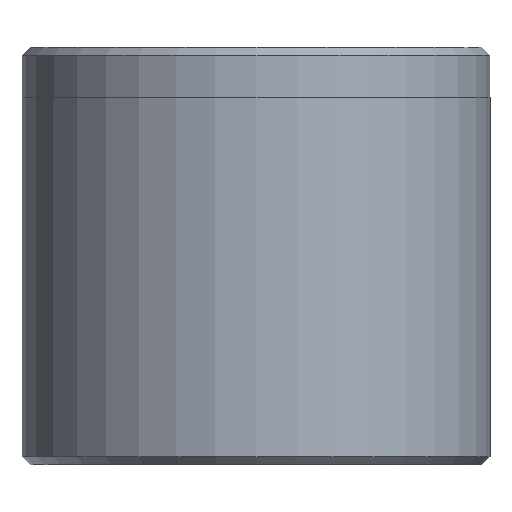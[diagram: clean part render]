
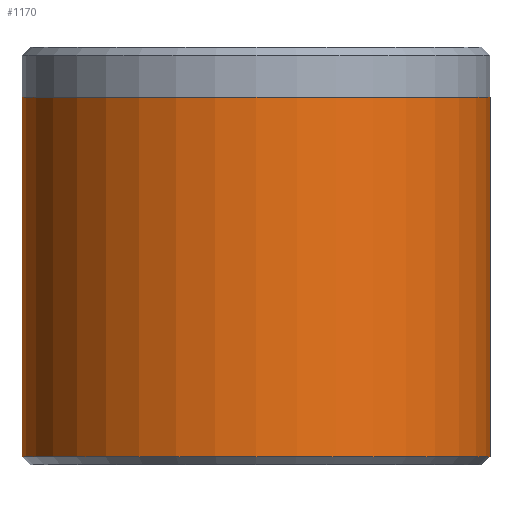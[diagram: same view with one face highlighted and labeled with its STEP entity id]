
A CAD part, front view. The second image highlights one B-rep face of the part: STEP entity #1170.
In plain terms, the highlighted cylindrical face has radius 14 mm (diameter 28 mm), a partial arc.
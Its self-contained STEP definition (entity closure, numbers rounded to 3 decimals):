
#13 = EDGE_CURVE ( 'NONE', #1809, #1601, #1982, .T. ) ;
#38 = CARTESIAN_POINT ( 'NONE',  ( 0., 0., 25. ) ) ;
#313 = DIRECTION ( 'NONE',  ( 0., 0., -1. ) ) ;
#362 = DIRECTION ( 'NONE',  ( 0., 0., 1. ) ) ;
#636 = FACE_OUTER_BOUND ( 'NONE', #1945, .T. ) ;
#641 = CIRCLE ( 'NONE', #1556, 14. ) ;
#689 = DIRECTION ( 'NONE',  ( -1., 0., 0. ) ) ;
#701 = CARTESIAN_POINT ( 'NONE',  ( -14., 0., 25. ) ) ;
#797 = EDGE_CURVE ( 'NONE', #1601, #2029, #1272, .T. ) ;
#798 = DIRECTION ( 'NONE',  ( 0., 0., -1. ) ) ;
#828 = VECTOR ( 'NONE', #1279, 1000. ) ;
#904 = EDGE_CURVE ( 'NONE', #1228, #2029, #641, .T. ) ;
#1061 = CARTESIAN_POINT ( 'NONE',  ( -14., 0., 22. ) ) ;
#1170 = ADVANCED_FACE ( 'NONE', ( #636 ), #2330, .T. ) ;
#1210 = EDGE_CURVE ( 'NONE', #1809, #1228, #1388, .T. ) ;
#1228 = VERTEX_POINT ( 'NONE', #1284 ) ;
#1272 = LINE ( 'NONE', #2181, #2142 ) ;
#1279 = DIRECTION ( 'NONE',  ( 0., 0., -1. ) ) ;
#1284 = CARTESIAN_POINT ( 'NONE',  ( -14., 0., 0.5 ) ) ;
#1388 = LINE ( 'NONE', #701, #828 ) ;
#1397 = CARTESIAN_POINT ( 'NONE',  ( 14., 0., 0.5 ) ) ;
#1405 = ORIENTED_EDGE ( 'NONE', *, *, #1210, .T. ) ;
#1451 = DIRECTION ( 'NONE',  ( 1., 0., 0. ) ) ;
#1471 = DIRECTION ( 'NONE',  ( 0., 0., 1. ) ) ;
#1484 = ORIENTED_EDGE ( 'NONE', *, *, #13, .F. ) ;
#1487 = CARTESIAN_POINT ( 'NONE',  ( 0., 0., 0.5 ) ) ;
#1556 = AXIS2_PLACEMENT_3D ( 'NONE', #1487, #362, #1676 ) ;
#1575 = ORIENTED_EDGE ( 'NONE', *, *, #904, .T. ) ;
#1601 = VERTEX_POINT ( 'NONE', #1612 ) ;
#1612 = CARTESIAN_POINT ( 'NONE',  ( 14., 0., 22. ) ) ;
#1676 = DIRECTION ( 'NONE',  ( 1., 0., 0. ) ) ;
#1809 = VERTEX_POINT ( 'NONE', #1061 ) ;
#1945 = EDGE_LOOP ( 'NONE', ( #2384, #1484, #1405, #1575 ) ) ;
#1982 = CIRCLE ( 'NONE', #2060, 14. ) ;
#2008 = AXIS2_PLACEMENT_3D ( 'NONE', #38, #798, #689 ) ;
#2029 = VERTEX_POINT ( 'NONE', #1397 ) ;
#2060 = AXIS2_PLACEMENT_3D ( 'NONE', #2263, #1471, #1451 ) ;
#2142 = VECTOR ( 'NONE', #313, 1000. ) ;
#2181 = CARTESIAN_POINT ( 'NONE',  ( 14., 0., 25. ) ) ;
#2263 = CARTESIAN_POINT ( 'NONE',  ( 0., 0., 22. ) ) ;
#2330 = CYLINDRICAL_SURFACE ( 'NONE', #2008, 14. ) ;
#2384 = ORIENTED_EDGE ( 'NONE', *, *, #797, .F. ) ;
